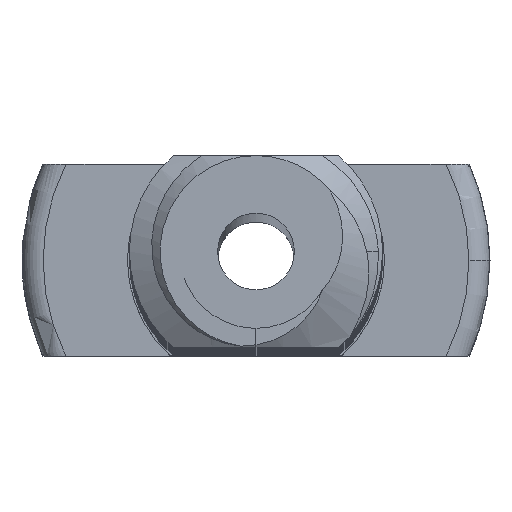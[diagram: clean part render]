
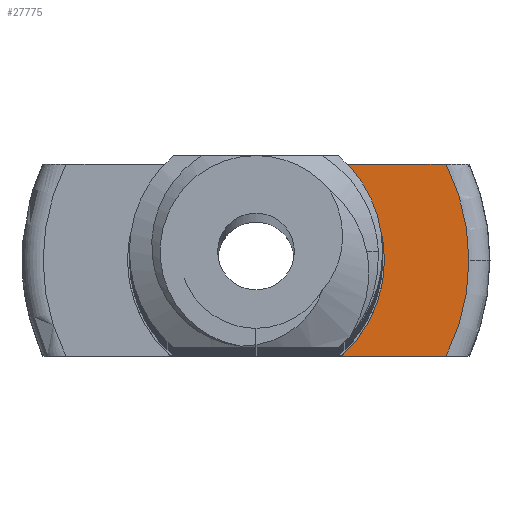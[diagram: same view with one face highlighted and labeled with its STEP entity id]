
A CAD part, top view. The second image highlights one B-rep face of the part: STEP entity #27775.
In plain terms, the highlighted planar face has unit normal (0, 0, 1).
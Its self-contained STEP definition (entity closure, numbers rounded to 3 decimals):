
#7013 = PLANE('',#7014);
#7014 = AXIS2_PLACEMENT_3D('',#7015,#7016,#7017);
#7015 = CARTESIAN_POINT('',(-12.5,-2.5,200.));
#7016 = DIRECTION('',(0.,1.,0.));
#7017 = DIRECTION('',(-1.,0.,0.));
#7802 = PLANE('',#7803);
#7803 = AXIS2_PLACEMENT_3D('',#7804,#7805,#7806);
#7804 = CARTESIAN_POINT('',(-12.5,2.5,200.));
#7805 = DIRECTION('',(0.,-1.,0.));
#7806 = DIRECTION('',(1.,0.,0.));
#11126 = VERTEX_POINT('',#11127);
#11127 = CARTESIAN_POINT('',(4.955,-2.5,0.));
#11179 = TOROIDAL_SURFACE('',#11180,5.55,0.55);
#11180 = AXIS2_PLACEMENT_3D('',#11181,#11182,#11183);
#11181 = CARTESIAN_POINT('',(0.,0.,-0.55
    ));
#11182 = DIRECTION('',(0.,0.,1.));
#11183 = DIRECTION('',(1.,0.,0.));
#11210 = EDGE_CURVE('',#11211,#11126,#11213,.T.);
#11211 = VERTEX_POINT('',#11212);
#11212 = CARTESIAN_POINT('',(2.23,-2.5,0.));
#11213 = SURFACE_CURVE('',#11214,(#11218,#11225),.PCURVE_S1.);
#11214 = LINE('',#11215,#11216);
#11215 = CARTESIAN_POINT('',(-6.25,-2.5,0.));
#11216 = VECTOR('',#11217,1.);
#11217 = DIRECTION('',(1.,0.,0.));
#11218 = PCURVE('',#7013,#11219);
#11219 = DEFINITIONAL_REPRESENTATION('',(#11220),#11224);
#11220 = LINE('',#11221,#11222);
#11221 = CARTESIAN_POINT('',(-6.25,-200.));
#11222 = VECTOR('',#11223,1.);
#11223 = DIRECTION('',(-1.,0.));
#11224 = ( GEOMETRIC_REPRESENTATION_CONTEXT(2) 
PARAMETRIC_REPRESENTATION_CONTEXT() REPRESENTATION_CONTEXT('2D SPACE',''
  ) );
#11225 = PCURVE('',#11226,#11231);
#11226 = PLANE('',#11227);
#11227 = AXIS2_PLACEMENT_3D('',#11228,#11229,#11230);
#11228 = CARTESIAN_POINT('',(0.,0.,
    0.));
#11229 = DIRECTION('',(0.,0.,-1.));
#11230 = DIRECTION('',(1.,0.,0.));
#11231 = DEFINITIONAL_REPRESENTATION('',(#11232),#11236);
#11232 = LINE('',#11233,#11234);
#11233 = CARTESIAN_POINT('',(-6.25,2.5));
#11234 = VECTOR('',#11235,1.);
#11235 = DIRECTION('',(1.,0.));
#11236 = ( GEOMETRIC_REPRESENTATION_CONTEXT(2) 
PARAMETRIC_REPRESENTATION_CONTEXT() REPRESENTATION_CONTEXT('2D SPACE',''
  ) );
#11254 = CYLINDRICAL_SURFACE('',#11255,3.35);
#11255 = AXIS2_PLACEMENT_3D('',#11256,#11257,#11258);
#11256 = CARTESIAN_POINT('',(0.,0.,1.8)
  );
#11257 = DIRECTION('',(0.,0.,-1.));
#11258 = DIRECTION('',(1.,0.,0.));
#22437 = TOROIDAL_SURFACE('',#22438,5.55,0.55);
#22438 = AXIS2_PLACEMENT_3D('',#22439,#22440,#22441);
#22439 = CARTESIAN_POINT('',(0.,0.,-0.55
    ));
#22440 = DIRECTION('',(0.,0.,1.));
#22441 = DIRECTION('',(1.,0.,0.));
#24547 = VERTEX_POINT('',#24548);
#24548 = CARTESIAN_POINT('',(4.955,2.5,0.));
#24626 = EDGE_CURVE('',#24627,#24547,#24629,.T.);
#24627 = VERTEX_POINT('',#24628);
#24628 = CARTESIAN_POINT('',(2.23,2.5,0.));
#24629 = SURFACE_CURVE('',#24630,(#24634,#24641),.PCURVE_S1.);
#24630 = LINE('',#24631,#24632);
#24631 = CARTESIAN_POINT('',(-6.25,2.5,0.));
#24632 = VECTOR('',#24633,1.);
#24633 = DIRECTION('',(1.,0.,0.));
#24634 = PCURVE('',#7802,#24635);
#24635 = DEFINITIONAL_REPRESENTATION('',(#24636),#24640);
#24636 = LINE('',#24637,#24638);
#24637 = CARTESIAN_POINT('',(6.25,-200.));
#24638 = VECTOR('',#24639,1.);
#24639 = DIRECTION('',(1.,0.));
#24640 = ( GEOMETRIC_REPRESENTATION_CONTEXT(2) 
PARAMETRIC_REPRESENTATION_CONTEXT() REPRESENTATION_CONTEXT('2D SPACE',''
  ) );
#24641 = PCURVE('',#11226,#24642);
#24642 = DEFINITIONAL_REPRESENTATION('',(#24643),#24647);
#24643 = LINE('',#24644,#24645);
#24644 = CARTESIAN_POINT('',(-6.25,-2.5));
#24645 = VECTOR('',#24646,1.);
#24646 = DIRECTION('',(1.,0.));
#24647 = ( GEOMETRIC_REPRESENTATION_CONTEXT(2) 
PARAMETRIC_REPRESENTATION_CONTEXT() REPRESENTATION_CONTEXT('2D SPACE',''
  ) );
#24663 = CYLINDRICAL_SURFACE('',#24664,3.35);
#24664 = AXIS2_PLACEMENT_3D('',#24665,#24666,#24667);
#24665 = CARTESIAN_POINT('',(0.,0.,1.8)
  );
#24666 = DIRECTION('',(0.,0.,-1.));
#24667 = DIRECTION('',(1.,0.,0.));
#27702 = VERTEX_POINT('',#27703);
#27703 = CARTESIAN_POINT('',(3.35,0.,0.
    ));
#27726 = EDGE_CURVE('',#27702,#11211,#27727,.T.);
#27727 = SURFACE_CURVE('',#27728,(#27733,#27740),.PCURVE_S1.);
#27728 = CIRCLE('',#27729,3.35);
#27729 = AXIS2_PLACEMENT_3D('',#27730,#27731,#27732);
#27730 = CARTESIAN_POINT('',(0.,0.,
    0.));
#27731 = DIRECTION('',(0.,0.,-1.));
#27732 = DIRECTION('',(1.,0.,0.));
#27733 = PCURVE('',#11254,#27734);
#27734 = DEFINITIONAL_REPRESENTATION('',(#27735),#27739);
#27735 = LINE('',#27736,#27737);
#27736 = CARTESIAN_POINT('',(0.,1.8));
#27737 = VECTOR('',#27738,1.);
#27738 = DIRECTION('',(1.,0.));
#27739 = ( GEOMETRIC_REPRESENTATION_CONTEXT(2) 
PARAMETRIC_REPRESENTATION_CONTEXT() REPRESENTATION_CONTEXT('2D SPACE',''
  ) );
#27740 = PCURVE('',#11226,#27741);
#27741 = DEFINITIONAL_REPRESENTATION('',(#27742),#27746);
#27742 = CIRCLE('',#27743,3.35);
#27743 = AXIS2_PLACEMENT_2D('',#27744,#27745);
#27744 = CARTESIAN_POINT('',(0.,0.));
#27745 = DIRECTION('',(1.,0.));
#27746 = ( GEOMETRIC_REPRESENTATION_CONTEXT(2) 
PARAMETRIC_REPRESENTATION_CONTEXT() REPRESENTATION_CONTEXT('2D SPACE',''
  ) );
#27775 = ADVANCED_FACE('',(#27776),#11226,.F.);
#27776 = FACE_BOUND('',#27777,.T.);
#27777 = EDGE_LOOP('',(#27778,#27779,#27801,#27802,#27803,#27827));
#27778 = ORIENTED_EDGE('',*,*,#24626,.F.);
#27779 = ORIENTED_EDGE('',*,*,#27780,.T.);
#27780 = EDGE_CURVE('',#24627,#27702,#27781,.T.);
#27781 = SURFACE_CURVE('',#27782,(#27787,#27794),.PCURVE_S1.);
#27782 = CIRCLE('',#27783,3.35);
#27783 = AXIS2_PLACEMENT_3D('',#27784,#27785,#27786);
#27784 = CARTESIAN_POINT('',(0.,0.,
    0.));
#27785 = DIRECTION('',(0.,0.,-1.));
#27786 = DIRECTION('',(1.,0.,0.));
#27787 = PCURVE('',#11226,#27788);
#27788 = DEFINITIONAL_REPRESENTATION('',(#27789),#27793);
#27789 = CIRCLE('',#27790,3.35);
#27790 = AXIS2_PLACEMENT_2D('',#27791,#27792);
#27791 = CARTESIAN_POINT('',(0.,0.));
#27792 = DIRECTION('',(1.,0.));
#27793 = ( GEOMETRIC_REPRESENTATION_CONTEXT(2) 
PARAMETRIC_REPRESENTATION_CONTEXT() REPRESENTATION_CONTEXT('2D SPACE',''
  ) );
#27794 = PCURVE('',#24663,#27795);
#27795 = DEFINITIONAL_REPRESENTATION('',(#27796),#27800);
#27796 = LINE('',#27797,#27798);
#27797 = CARTESIAN_POINT('',(0.,1.8));
#27798 = VECTOR('',#27799,1.);
#27799 = DIRECTION('',(1.,0.));
#27800 = ( GEOMETRIC_REPRESENTATION_CONTEXT(2) 
PARAMETRIC_REPRESENTATION_CONTEXT() REPRESENTATION_CONTEXT('2D SPACE',''
  ) );
#27801 = ORIENTED_EDGE('',*,*,#27726,.T.);
#27802 = ORIENTED_EDGE('',*,*,#11210,.T.);
#27803 = ORIENTED_EDGE('',*,*,#27804,.F.);
#27804 = EDGE_CURVE('',#27805,#11126,#27807,.T.);
#27805 = VERTEX_POINT('',#27806);
#27806 = CARTESIAN_POINT('',(5.55,0.,0.
    ));
#27807 = SURFACE_CURVE('',#27808,(#27813,#27820),.PCURVE_S1.);
#27808 = CIRCLE('',#27809,5.55);
#27809 = AXIS2_PLACEMENT_3D('',#27810,#27811,#27812);
#27810 = CARTESIAN_POINT('',(0.,0.,
    0.));
#27811 = DIRECTION('',(0.,0.,-1.));
#27812 = DIRECTION('',(1.,0.,0.));
#27813 = PCURVE('',#11226,#27814);
#27814 = DEFINITIONAL_REPRESENTATION('',(#27815),#27819);
#27815 = CIRCLE('',#27816,5.55);
#27816 = AXIS2_PLACEMENT_2D('',#27817,#27818);
#27817 = CARTESIAN_POINT('',(0.,0.));
#27818 = DIRECTION('',(1.,0.));
#27819 = ( GEOMETRIC_REPRESENTATION_CONTEXT(2) 
PARAMETRIC_REPRESENTATION_CONTEXT() REPRESENTATION_CONTEXT('2D SPACE',''
  ) );
#27820 = PCURVE('',#11179,#27821);
#27821 = DEFINITIONAL_REPRESENTATION('',(#27822),#27826);
#27822 = LINE('',#27823,#27824);
#27823 = CARTESIAN_POINT('',(0.,7.854));
#27824 = VECTOR('',#27825,1.);
#27825 = DIRECTION('',(-1.,0.));
#27826 = ( GEOMETRIC_REPRESENTATION_CONTEXT(2) 
PARAMETRIC_REPRESENTATION_CONTEXT() REPRESENTATION_CONTEXT('2D SPACE',''
  ) );
#27827 = ORIENTED_EDGE('',*,*,#27828,.F.);
#27828 = EDGE_CURVE('',#24547,#27805,#27829,.T.);
#27829 = SURFACE_CURVE('',#27830,(#27835,#27842),.PCURVE_S1.);
#27830 = CIRCLE('',#27831,5.55);
#27831 = AXIS2_PLACEMENT_3D('',#27832,#27833,#27834);
#27832 = CARTESIAN_POINT('',(0.,0.,
    0.));
#27833 = DIRECTION('',(0.,0.,-1.));
#27834 = DIRECTION('',(1.,0.,0.));
#27835 = PCURVE('',#11226,#27836);
#27836 = DEFINITIONAL_REPRESENTATION('',(#27837),#27841);
#27837 = CIRCLE('',#27838,5.55);
#27838 = AXIS2_PLACEMENT_2D('',#27839,#27840);
#27839 = CARTESIAN_POINT('',(0.,0.));
#27840 = DIRECTION('',(1.,0.));
#27841 = ( GEOMETRIC_REPRESENTATION_CONTEXT(2) 
PARAMETRIC_REPRESENTATION_CONTEXT() REPRESENTATION_CONTEXT('2D SPACE',''
  ) );
#27842 = PCURVE('',#22437,#27843);
#27843 = DEFINITIONAL_REPRESENTATION('',(#27844),#27848);
#27844 = LINE('',#27845,#27846);
#27845 = CARTESIAN_POINT('',(0.,7.854));
#27846 = VECTOR('',#27847,1.);
#27847 = DIRECTION('',(-1.,0.));
#27848 = ( GEOMETRIC_REPRESENTATION_CONTEXT(2) 
PARAMETRIC_REPRESENTATION_CONTEXT() REPRESENTATION_CONTEXT('2D SPACE',''
  ) );
